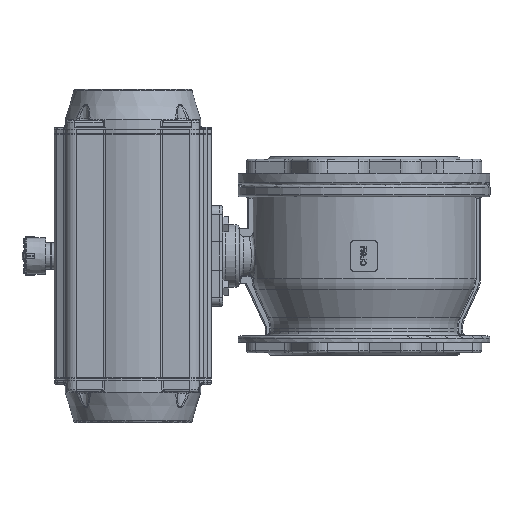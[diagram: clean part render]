
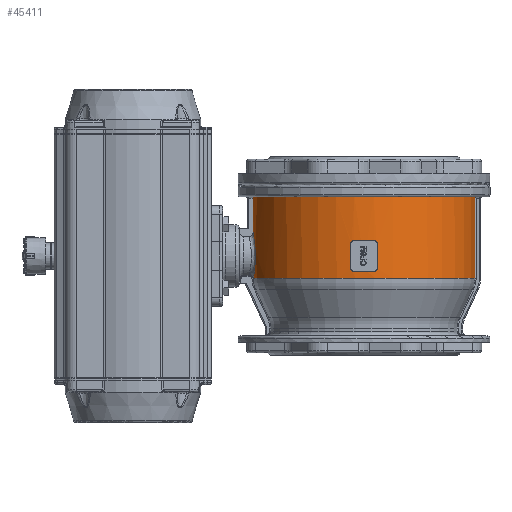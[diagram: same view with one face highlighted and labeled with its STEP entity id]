
A CAD part, left-side view. The second image highlights one B-rep face of the part: STEP entity #45411.
In plain terms, the highlighted cylindrical face has radius 126 mm (diameter 252 mm), a partial arc.
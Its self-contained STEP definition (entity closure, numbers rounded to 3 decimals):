
#1108=B_SPLINE_CURVE_WITH_KNOTS('',3,(#78263,#78264,#78265,#78266,#78267),
 .UNSPECIFIED.,.F.,.F.,(4,1,4),(0.,0.003,
0.006),.UNSPECIFIED.);
#1109=B_SPLINE_CURVE_WITH_KNOTS('',3,(#78279,#78280,#78281,#78282,#78283),
 .UNSPECIFIED.,.F.,.F.,(4,1,4),(0.,0.003,
0.006),.UNSPECIFIED.);
#1110=B_SPLINE_CURVE_WITH_KNOTS('',3,(#78295,#78296,#78297,#78298,#78299),
 .UNSPECIFIED.,.F.,.F.,(4,1,4),(0.,0.003,
0.006),.UNSPECIFIED.);
#1111=B_SPLINE_CURVE_WITH_KNOTS('',3,(#78311,#78312,#78313,#78314,#78315),
 .UNSPECIFIED.,.F.,.F.,(4,1,4),(0.,0.003,
0.006),.UNSPECIFIED.);
#1294=B_SPLINE_CURVE_WITH_KNOTS('',3,(#95572,#95573,#95574,#95575,#95576),
 .UNSPECIFIED.,.F.,.F.,(4,1,4),(0.,0.001,0.002),
 .UNSPECIFIED.);
#1295=B_SPLINE_CURVE_WITH_KNOTS('',3,(#95587,#95588,#95589,#95590),
 .UNSPECIFIED.,.F.,.F.,(4,4),(0.,0.),.UNSPECIFIED.);
#1404=B_SPLINE_CURVE_WITH_KNOTS('',3,(#103496,#103497,#103498,#103499,#103500,
#103501,#103502,#103503,#103504,#103505,#103506,#103507,#103508,#103509,
#103510,#103511,#103512),.UNSPECIFIED.,.F.,.F.,(4,1,1,1,1,1,1,1,1,1,1,1,
1,1,4),(0.,0.063,0.125,0.25,0.313,0.375,0.438,0.5,0.563,0.625,0.688,
0.75,0.875,0.938,1.),.UNSPECIFIED.);
#3521=CYLINDRICAL_SURFACE('',#49010,126.);
#4302=CIRCLE('',#48367,126.);
#4305=CIRCLE('',#48374,126.);
#4551=CIRCLE('',#48969,126.);
#4573=CIRCLE('',#48998,126.);
#9582=ORIENTED_EDGE('',*,*,#20456,.F.);
#9583=ORIENTED_EDGE('',*,*,#20453,.F.);
#9584=ORIENTED_EDGE('',*,*,#20450,.F.);
#9585=ORIENTED_EDGE('',*,*,#20447,.F.);
#9586=ORIENTED_EDGE('',*,*,#20444,.F.);
#9587=ORIENTED_EDGE('',*,*,#20441,.F.);
#9588=ORIENTED_EDGE('',*,*,#20438,.F.);
#9589=ORIENTED_EDGE('',*,*,#20435,.F.);
#9590=ORIENTED_EDGE('',*,*,#21681,.T.);
#9591=ORIENTED_EDGE('',*,*,#21048,.T.);
#9592=ORIENTED_EDGE('',*,*,#21281,.T.);
#9593=ORIENTED_EDGE('',*,*,#21662,.T.);
#9594=ORIENTED_EDGE('',*,*,#21705,.T.);
#9595=ORIENTED_EDGE('',*,*,#21058,.T.);
#9596=ORIENTED_EDGE('',*,*,#21053,.T.);
#20435=EDGE_CURVE('',#27106,#27108,#4302,.T.);
#20438=EDGE_CURVE('',#27108,#27110,#1108,.T.);
#20441=EDGE_CURVE('',#27110,#27112,#31428,.T.);
#20444=EDGE_CURVE('',#27112,#27114,#1109,.T.);
#20447=EDGE_CURVE('',#27114,#27116,#4305,.T.);
#20450=EDGE_CURVE('',#27116,#27118,#1110,.T.);
#20453=EDGE_CURVE('',#27118,#27120,#31435,.T.);
#20456=EDGE_CURVE('',#27120,#27106,#1111,.T.);
#21048=EDGE_CURVE('',#27535,#27536,#1294,.T.);
#21053=EDGE_CURVE('',#27540,#27539,#1295,.T.);
#21058=EDGE_CURVE('',#27542,#27540,#31817,.T.);
#21281=EDGE_CURVE('',#27536,#27679,#31899,.T.);
#21662=EDGE_CURVE('',#27679,#27687,#1404,.T.);
#21681=EDGE_CURVE('',#27539,#27535,#4551,.T.);
#21705=EDGE_CURVE('',#27687,#27542,#4573,.T.);
#27106=VERTEX_POINT('',#78255);
#27108=VERTEX_POINT('',#78258);
#27110=VERTEX_POINT('',#78268);
#27112=VERTEX_POINT('',#78274);
#27114=VERTEX_POINT('',#78284);
#27116=VERTEX_POINT('',#78290);
#27118=VERTEX_POINT('',#78300);
#27120=VERTEX_POINT('',#78306);
#27535=VERTEX_POINT('',#95577);
#27536=VERTEX_POINT('',#95578);
#27539=VERTEX_POINT('',#95586);
#27540=VERTEX_POINT('',#95591);
#27542=VERTEX_POINT('',#95601);
#27679=VERTEX_POINT('',#101715);
#27687=VERTEX_POINT('',#101815);
#31428=LINE('',#78273,#34231);
#31435=LINE('',#78305,#34238);
#31817=LINE('',#95604,#34620);
#31899=LINE('',#101714,#34702);
#34231=VECTOR('',#53442,1000.);
#34238=VECTOR('',#53463,1000.);
#34620=VECTOR('',#54187,1000.);
#34702=VECTOR('',#54469,1000.);
#37625=EDGE_LOOP('',(#9582,#9583,#9584,#9585,#9586,#9587,#9588,#9589));
#37626=EDGE_LOOP('',(#9590,#9591,#9592,#9593,#9594,#9595,#9596));
#41100=FACE_BOUND('',#37625,.T.);
#41101=FACE_BOUND('',#37626,.T.);
#45411=ADVANCED_FACE('',(#41100,#41101),#3521,.T.);
#48367=AXIS2_PLACEMENT_3D('',#78257,#53431,#53432);
#48374=AXIS2_PLACEMENT_3D('',#78289,#53452,#53453);
#48969=AXIS2_PLACEMENT_3D('',#104507,#55311,#55312);
#48998=AXIS2_PLACEMENT_3D('',#104608,#55369,#55370);
#49010=AXIS2_PLACEMENT_3D('',#104631,#55393,#55394);
#53431=DIRECTION('',(0.,0.,-1.));
#53432=DIRECTION('',(0.,1.,0.));
#53442=DIRECTION('',(0.,0.,-1.));
#53452=DIRECTION('',(0.,0.,1.));
#53453=DIRECTION('',(0.,-1.,0.));
#53463=DIRECTION('',(0.,0.,1.));
#54187=DIRECTION('',(0.,0.,1.));
#54469=DIRECTION('',(0.,0.,-1.));
#55311=DIRECTION('',(0.,0.,-1.));
#55312=DIRECTION('',(1.,0.,0.));
#55369=DIRECTION('',(0.,0.,1.));
#55370=DIRECTION('',(1.,0.,0.));
#55393=DIRECTION('',(0.,0.,1.));
#55394=DIRECTION('',(1.,0.,0.));
#78255=CARTESIAN_POINT('',(-125.519,-11.,17.5));
#78257=CARTESIAN_POINT('',(0.,0.,17.5));
#78258=CARTESIAN_POINT('',(-125.519,11.,17.5));
#78263=CARTESIAN_POINT('',(-125.519,11.,17.5));
#78264=CARTESIAN_POINT('',(-125.426,12.055,17.5));
#78265=CARTESIAN_POINT('',(-125.213,14.121,16.635));
#78266=CARTESIAN_POINT('',(-125.104,15.,14.559));
#78267=CARTESIAN_POINT('',(-125.104,15.,13.5));
#78268=CARTESIAN_POINT('',(-125.104,15.,13.5));
#78273=CARTESIAN_POINT('',(-125.104,15.,-31.83));
#78274=CARTESIAN_POINT('',(-125.104,15.,-13.5));
#78279=CARTESIAN_POINT('',(-125.104,15.,-13.5));
#78280=CARTESIAN_POINT('',(-125.104,15.,-14.559));
#78281=CARTESIAN_POINT('',(-125.213,14.125,-16.631));
#78282=CARTESIAN_POINT('',(-125.426,12.055,-17.5));
#78283=CARTESIAN_POINT('',(-125.519,11.,-17.5));
#78284=CARTESIAN_POINT('',(-125.519,11.,-17.5));
#78289=CARTESIAN_POINT('',(0.,0.,-17.5));
#78290=CARTESIAN_POINT('',(-125.519,-11.,-17.5));
#78295=CARTESIAN_POINT('',(-125.519,-11.,-17.5));
#78296=CARTESIAN_POINT('',(-125.426,-12.055,-17.5));
#78297=CARTESIAN_POINT('',(-125.213,-14.121,-16.635));
#78298=CARTESIAN_POINT('',(-125.104,-15.,-14.559));
#78299=CARTESIAN_POINT('',(-125.104,-15.,-13.5));
#78300=CARTESIAN_POINT('',(-125.104,-15.,-13.5));
#78305=CARTESIAN_POINT('',(-125.104,-15.,-31.83));
#78306=CARTESIAN_POINT('',(-125.104,-15.,13.5));
#78311=CARTESIAN_POINT('',(-125.104,-15.,13.5));
#78312=CARTESIAN_POINT('',(-125.104,-15.,14.559));
#78313=CARTESIAN_POINT('',(-125.213,-14.125,16.631));
#78314=CARTESIAN_POINT('',(-125.426,-12.055,17.5));
#78315=CARTESIAN_POINT('',(-125.519,-11.,17.5));
#95572=CARTESIAN_POINT('',(-13.5,125.275,67.));
#95573=CARTESIAN_POINT('',(-13.105,125.317,67.));
#95574=CARTESIAN_POINT('',(-12.33,125.396,66.676));
#95575=CARTESIAN_POINT('',(-12.,125.427,65.897));
#95576=CARTESIAN_POINT('',(-12.,125.427,65.5));
#95577=CARTESIAN_POINT('',(-13.5,125.275,67.));
#95578=CARTESIAN_POINT('',(-12.,125.427,65.5));
#95586=CARTESIAN_POINT('',(-13.5,-125.275,67.));
#95587=CARTESIAN_POINT('',(-13.341,-125.292,66.992));
#95588=CARTESIAN_POINT('',(-13.394,-125.286,66.997));
#95589=CARTESIAN_POINT('',(-13.447,-125.28,67.));
#95590=CARTESIAN_POINT('',(-13.5,-125.275,67.));
#95591=CARTESIAN_POINT('',(-13.341,-125.292,66.992));
#95601=CARTESIAN_POINT('',(-13.341,-125.292,-25.224));
#95604=CARTESIAN_POINT('',(-13.341,-125.292,-31.83));
#101714=CARTESIAN_POINT('',(-12.,125.427,-31.83));
#101715=CARTESIAN_POINT('',(-12.,125.427,27.283));
#101815=CARTESIAN_POINT('',(-15.621,125.028,-25.224));
#103496=CARTESIAN_POINT('',(-12.,125.427,27.283));
#103497=CARTESIAN_POINT('',(-13.188,125.314,26.718));
#103498=CARTESIAN_POINT('',(-15.482,125.06,25.426));
#103499=CARTESIAN_POINT('',(-19.724,124.476,22.189));
#103500=CARTESIAN_POINT('',(-23.184,123.863,18.211));
#103501=CARTESIAN_POINT('',(-25.829,123.328,13.572));
#103502=CARTESIAN_POINT('',(-27.319,123.005,9.927));
#103503=CARTESIAN_POINT('',(-28.351,122.77,6.044));
#103504=CARTESIAN_POINT('',(-28.868,122.649,2.099));
#103505=CARTESIAN_POINT('',(-28.885,122.645,-1.873));
#103506=CARTESIAN_POINT('',(-28.384,122.762,-5.87));
#103507=CARTESIAN_POINT('',(-27.397,122.988,-9.694));
#103508=CARTESIAN_POINT('',(-25.406,123.421,-14.659));
#103509=CARTESIAN_POINT('',(-22.526,123.993,-19.086));
#103510=CARTESIAN_POINT('',(-18.791,124.603,-22.888));
#103511=CARTESIAN_POINT('',(-16.712,124.892,-24.493));
#103512=CARTESIAN_POINT('',(-15.621,125.028,-25.224));
#104507=CARTESIAN_POINT('',(0.,0.,67.));
#104608=CARTESIAN_POINT('',(0.,0.,-25.224));
#104631=CARTESIAN_POINT('',(0.,0.,-31.83));
